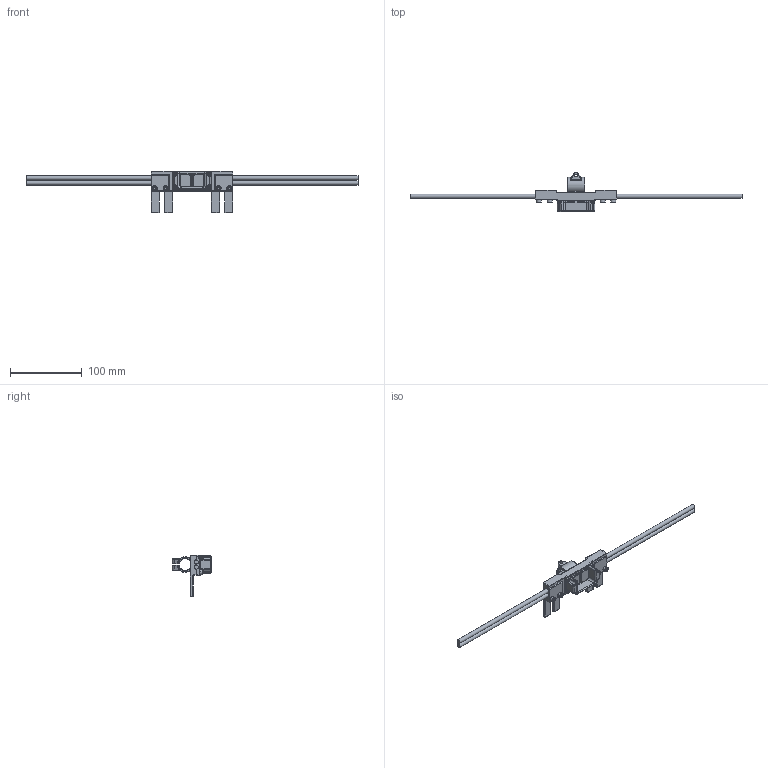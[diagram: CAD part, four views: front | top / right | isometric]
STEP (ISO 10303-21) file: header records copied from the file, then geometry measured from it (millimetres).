
FILE_DESCRIPTION(/* description */ (''),/* implementation_level */ '2;1');
FILE_NAME(/* name */ 'Handrest v31.step',/* time_stamp */ '2021-01-18T19:39:38+01:00',/* author */ (''),/* organization */ (''),/* preprocessor_version */ 'ST-DEVELOPER v18.1',/* originating_system */ 'Autodesk Translation Framework v9.7.0.1280',/* authorisation */ '');
FILE_SCHEMA (('AUTOMOTIVE_DESIGN { 1 0 10303 214 3 1 1 }'));
Length unit declared in the file: millimetre
Products named in the file (8): Handrest; Schalter; Gehäuse; Schalter (1); Screws; Screw Clamp; Screw Switch; Cables
Assembly tree (13 placements, depth 3):
  Handrest
    Schalter
    Gehäuse
    Schalter (1)
    Screws
      Screw Clamp  x4
      Screw Switch  x4
    Cables
Bounding box: 464 x 54.94 x 58 mm (x, y, z)
Volume: 74796 mm3; surface area: 54630.1 mm2
Topology: 18 solids, 18 shells, 1056 faces, 2713 edges, 1698 vertices
Faces by surface type: cylinder 455, plane 392, cone 96, torus 43, bspline 40, sphere 30
Full cylindrical faces by diameter (mm): 1.2 x12, 2 x4, 2.35 x32, 2.4 x4, 3 x40, 3.091 x52, 3.2 x4, 3.8 x4, 4 x62, 4.6 x8, 5.5 x4, 5.8 x8, 7 x4
Entity records: 29107 total; most frequent: CARTESIAN_POINT 9793, ORIENTED_EDGE 3996, DIRECTION 3990, EDGE_CURVE 1998, AXIS2_PLACEMENT_3D 1405, VERTEX_POINT 1251, LINE 1180, VECTOR 1180
